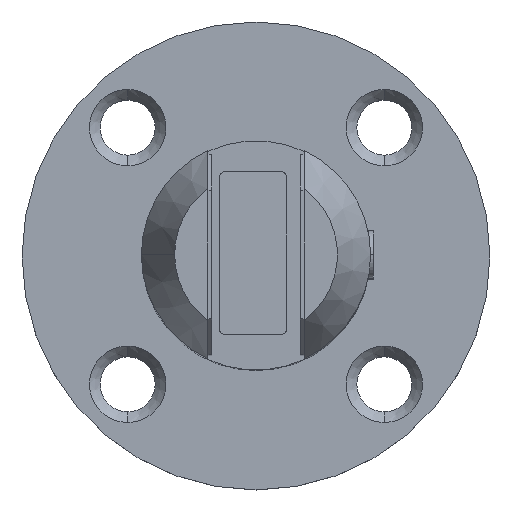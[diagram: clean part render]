
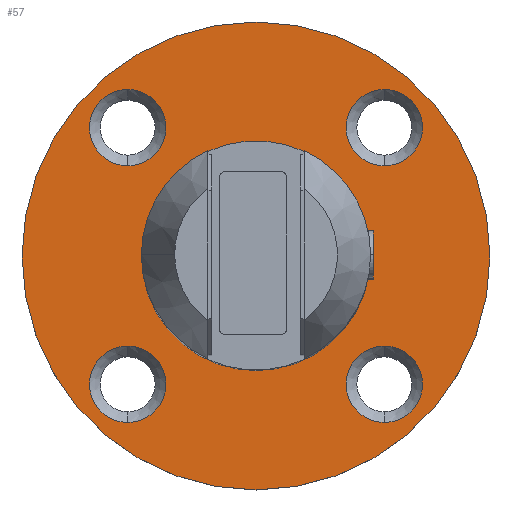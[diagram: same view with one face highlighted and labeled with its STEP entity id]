
A CAD part, top view. The second image highlights one B-rep face of the part: STEP entity #57.
In plain terms, the highlighted planar face has unit normal (0, 0, 1).
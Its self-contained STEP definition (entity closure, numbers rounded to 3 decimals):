
#57 = ADVANCED_FACE ( 'NONE', ( #1495, #3682, #7199, #5813, #3728, #879 ), #7159, .F. ) ;
#161 = CARTESIAN_POINT ( 'NONE',  ( 0., 0., 8. ) ) ;
#162 = VERTEX_POINT ( 'NONE', #1025 ) ;
#231 = DIRECTION ( 'NONE',  ( -1., 0., 0. ) ) ;
#304 = AXIS2_PLACEMENT_3D ( 'NONE', #7818, #1929, #7682 ) ;
#318 = AXIS2_PLACEMENT_3D ( 'NONE', #2816, #1291, #4077 ) ;
#410 = DIRECTION ( 'NONE',  ( 0., -1., 0. ) ) ;
#443 = EDGE_CURVE ( 'NONE', #710, #7095, #2283, .T. ) ;
#459 = ORIENTED_EDGE ( 'NONE', *, *, #2739, .F. ) ;
#494 = CIRCLE ( 'NONE', #7745, 8. ) ;
#660 = ORIENTED_EDGE ( 'NONE', *, *, #7780, .T. ) ;
#710 = VERTEX_POINT ( 'NONE', #7364 ) ;
#773 = AXIS2_PLACEMENT_3D ( 'NONE', #935, #1604, #3174 ) ;
#879 = FACE_BOUND ( 'NONE', #9154, .T. ) ;
#935 = CARTESIAN_POINT ( 'NONE',  ( -26.87, 26.87, 8. ) ) ;
#1025 = CARTESIAN_POINT ( 'NONE',  ( 26.87, -18.87, 8. ) ) ;
#1088 = DIRECTION ( 'NONE',  ( 0., 0., 1. ) ) ;
#1094 = CARTESIAN_POINT ( 'NONE',  ( -26.87, 26.87, 8. ) ) ;
#1291 = DIRECTION ( 'NONE',  ( 0., 0., -1. ) ) ;
#1495 = FACE_BOUND ( 'NONE', #4396, .T. ) ;
#1586 = DIRECTION ( 'NONE',  ( 0., 0., -1. ) ) ;
#1604 = DIRECTION ( 'NONE',  ( 0., 0., -1. ) ) ;
#1670 = EDGE_LOOP ( 'NONE', ( #8170, #5554 ) ) ;
#1711 = ORIENTED_EDGE ( 'NONE', *, *, #7495, .T. ) ;
#1897 = AXIS2_PLACEMENT_3D ( 'NONE', #4732, #1088, #231 ) ;
#1901 = VERTEX_POINT ( 'NONE', #9039 ) ;
#1929 = DIRECTION ( 'NONE',  ( 0., 0., -1. ) ) ;
#2195 = AXIS2_PLACEMENT_3D ( 'NONE', #8875, #2420, #5299 ) ;
#2209 = AXIS2_PLACEMENT_3D ( 'NONE', #4768, #2803, #410 ) ;
#2283 = CIRCLE ( 'NONE', #8310, 8. ) ;
#2292 = CIRCLE ( 'NONE', #773, 8. ) ;
#2420 = DIRECTION ( 'NONE',  ( 0., 0., -1. ) ) ;
#2526 = CARTESIAN_POINT ( 'NONE',  ( 26.87, -26.87, 8. ) ) ;
#2660 = EDGE_CURVE ( 'NONE', #5883, #3046, #7620, .T. ) ;
#2726 = EDGE_CURVE ( 'NONE', #7261, #162, #8665, .T. ) ;
#2739 = EDGE_CURVE ( 'NONE', #1901, #7796, #3855, .T. ) ;
#2803 = DIRECTION ( 'NONE',  ( 0., 0., -1. ) ) ;
#2816 = CARTESIAN_POINT ( 'NONE',  ( 0., 0., 8. ) ) ;
#3046 = VERTEX_POINT ( 'NONE', #5199 ) ;
#3114 = AXIS2_PLACEMENT_3D ( 'NONE', #2526, #3142, #3885 ) ;
#3142 = DIRECTION ( 'NONE',  ( 0., 0., -1. ) ) ;
#3174 = DIRECTION ( 'NONE',  ( 0., -1., 0. ) ) ;
#3196 = CIRCLE ( 'NONE', #304, 8. ) ;
#3341 = ORIENTED_EDGE ( 'NONE', *, *, #443, .T. ) ;
#3378 = EDGE_CURVE ( 'NONE', #7422, #7223, #4186, .T. ) ;
#3484 = CARTESIAN_POINT ( 'NONE',  ( 26.87, -34.87, 8. ) ) ;
#3682 = FACE_BOUND ( 'NONE', #8484, .T. ) ;
#3694 = CARTESIAN_POINT ( 'NONE',  ( 49., 0., 8. ) ) ;
#3722 = CARTESIAN_POINT ( 'NONE',  ( -26.87, -26.87, 8. ) ) ;
#3728 = FACE_OUTER_BOUND ( 'NONE', #7519, .T. ) ;
#3855 = CIRCLE ( 'NONE', #2195, 49. ) ;
#3885 = DIRECTION ( 'NONE',  ( 0., -1., 0. ) ) ;
#3984 = DIRECTION ( 'NONE',  ( 0., -1., 0. ) ) ;
#4068 = EDGE_LOOP ( 'NONE', ( #660, #3341 ) ) ;
#4077 = DIRECTION ( 'NONE',  ( 1., 0., 0. ) ) ;
#4141 = DIRECTION ( 'NONE',  ( -1., 0., 0. ) ) ;
#4186 = CIRCLE ( 'NONE', #2209, 8. ) ;
#4396 = EDGE_LOOP ( 'NONE', ( #5512, #7342 ) ) ;
#4402 = CARTESIAN_POINT ( 'NONE',  ( -23., 0., 8. ) ) ;
#4529 = DIRECTION ( 'NONE',  ( 0., 0., -1. ) ) ;
#4732 = CARTESIAN_POINT ( 'NONE',  ( 0., 0., 8. ) ) ;
#4768 = CARTESIAN_POINT ( 'NONE',  ( 26.87, 26.87, 8. ) ) ;
#4860 = CIRCLE ( 'NONE', #318, 49. ) ;
#4962 = AXIS2_PLACEMENT_3D ( 'NONE', #161, #6462, #9341 ) ;
#5058 = VERTEX_POINT ( 'NONE', #8609 ) ;
#5062 = DIRECTION ( 'NONE',  ( 0., -1., 0. ) ) ;
#5199 = CARTESIAN_POINT ( 'NONE',  ( 23., 0., 8. ) ) ;
#5299 = DIRECTION ( 'NONE',  ( 1., 0., 0. ) ) ;
#5398 = DIRECTION ( 'NONE',  ( 0., -1., 0. ) ) ;
#5437 = EDGE_CURVE ( 'NONE', #162, #7261, #3196, .T. ) ;
#5466 = CIRCLE ( 'NONE', #6661, 8. ) ;
#5512 = ORIENTED_EDGE ( 'NONE', *, *, #3378, .T. ) ;
#5554 = ORIENTED_EDGE ( 'NONE', *, *, #5437, .T. ) ;
#5699 = CARTESIAN_POINT ( 'NONE',  ( 26.87, 34.87, 8. ) ) ;
#5706 = ORIENTED_EDGE ( 'NONE', *, *, #2660, .F. ) ;
#5813 = FACE_BOUND ( 'NONE', #1670, .T. ) ;
#5883 = VERTEX_POINT ( 'NONE', #4402 ) ;
#5905 = ORIENTED_EDGE ( 'NONE', *, *, #6249, .F. ) ;
#5920 = ORIENTED_EDGE ( 'NONE', *, *, #6539, .T. ) ;
#6249 = EDGE_CURVE ( 'NONE', #7796, #1901, #4860, .T. ) ;
#6383 = AXIS2_PLACEMENT_3D ( 'NONE', #7713, #7847, #4141 ) ;
#6399 = VERTEX_POINT ( 'NONE', #7307 ) ;
#6462 = DIRECTION ( 'NONE',  ( 0., 0., -1. ) ) ;
#6488 = AXIS2_PLACEMENT_3D ( 'NONE', #8681, #7260, #5062 ) ;
#6539 = EDGE_CURVE ( 'NONE', #6399, #5058, #2292, .T. ) ;
#6563 = EDGE_CURVE ( 'NONE', #7223, #7422, #5466, .T. ) ;
#6642 = CIRCLE ( 'NONE', #6488, 8. ) ;
#6661 = AXIS2_PLACEMENT_3D ( 'NONE', #8971, #4529, #5398 ) ;
#6719 = CARTESIAN_POINT ( 'NONE',  ( 26.87, 18.87, 8. ) ) ;
#7095 = VERTEX_POINT ( 'NONE', #7524 ) ;
#7159 = PLANE ( 'NONE',  #4962 ) ;
#7199 = FACE_BOUND ( 'NONE', #4068, .T. ) ;
#7223 = VERTEX_POINT ( 'NONE', #5699 ) ;
#7237 = EDGE_CURVE ( 'NONE', #3046, #5883, #7880, .T. ) ;
#7260 = DIRECTION ( 'NONE',  ( 0., 0., -1. ) ) ;
#7261 = VERTEX_POINT ( 'NONE', #3484 ) ;
#7307 = CARTESIAN_POINT ( 'NONE',  ( -26.87, 18.87, 8. ) ) ;
#7342 = ORIENTED_EDGE ( 'NONE', *, *, #6563, .T. ) ;
#7364 = CARTESIAN_POINT ( 'NONE',  ( -26.87, -18.87, 8. ) ) ;
#7422 = VERTEX_POINT ( 'NONE', #6719 ) ;
#7495 = EDGE_CURVE ( 'NONE', #5058, #6399, #494, .T. ) ;
#7519 = EDGE_LOOP ( 'NONE', ( #459, #5905 ) ) ;
#7524 = CARTESIAN_POINT ( 'NONE',  ( -26.87, -34.87, 8. ) ) ;
#7612 = DIRECTION ( 'NONE',  ( 0., 0., -1. ) ) ;
#7620 = CIRCLE ( 'NONE', #1897, 23. ) ;
#7682 = DIRECTION ( 'NONE',  ( 0., -1., 0. ) ) ;
#7713 = CARTESIAN_POINT ( 'NONE',  ( 0., 0., 8. ) ) ;
#7745 = AXIS2_PLACEMENT_3D ( 'NONE', #1094, #7612, #3984 ) ;
#7780 = EDGE_CURVE ( 'NONE', #7095, #710, #6642, .T. ) ;
#7796 = VERTEX_POINT ( 'NONE', #3694 ) ;
#7818 = CARTESIAN_POINT ( 'NONE',  ( 26.87, -26.87, 8. ) ) ;
#7847 = DIRECTION ( 'NONE',  ( 0., 0., 1. ) ) ;
#7880 = CIRCLE ( 'NONE', #6383, 23. ) ;
#8170 = ORIENTED_EDGE ( 'NONE', *, *, #2726, .T. ) ;
#8277 = DIRECTION ( 'NONE',  ( 0., -1., 0. ) ) ;
#8310 = AXIS2_PLACEMENT_3D ( 'NONE', #3722, #1586, #8277 ) ;
#8433 = ORIENTED_EDGE ( 'NONE', *, *, #7237, .F. ) ;
#8484 = EDGE_LOOP ( 'NONE', ( #5920, #1711 ) ) ;
#8609 = CARTESIAN_POINT ( 'NONE',  ( -26.87, 34.87, 8. ) ) ;
#8665 = CIRCLE ( 'NONE', #3114, 8. ) ;
#8681 = CARTESIAN_POINT ( 'NONE',  ( -26.87, -26.87, 8. ) ) ;
#8875 = CARTESIAN_POINT ( 'NONE',  ( 0., 0., 8. ) ) ;
#8971 = CARTESIAN_POINT ( 'NONE',  ( 26.87, 26.87, 8. ) ) ;
#9039 = CARTESIAN_POINT ( 'NONE',  ( -49., 0., 8. ) ) ;
#9154 = EDGE_LOOP ( 'NONE', ( #5706, #8433 ) ) ;
#9341 = DIRECTION ( 'NONE',  ( -1., 0., 0. ) ) ;
